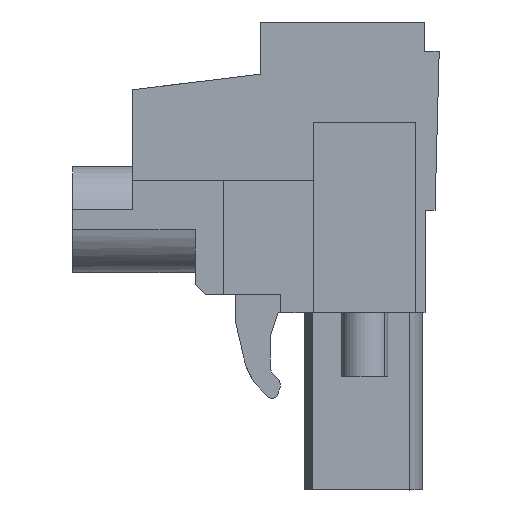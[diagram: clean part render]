
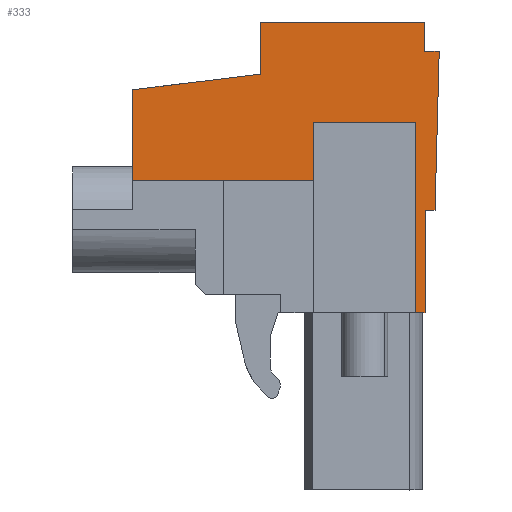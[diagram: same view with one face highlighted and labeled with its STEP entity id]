
A CAD part, left-side view. The second image highlights one B-rep face of the part: STEP entity #333.
In plain terms, the highlighted planar face has unit normal (-1, 0, 0).
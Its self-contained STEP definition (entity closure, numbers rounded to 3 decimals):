
#233=AXIS2_PLACEMENT_3D('Plane Axis2P3D',#230,#231,#232) ;
#40=CARTESIAN_POINT('Vertex',(4.94,8.9,20.75)) ;
#45=CARTESIAN_POINT('Line Origine',(4.94,8.9,22.05)) ;
#49=CARTESIAN_POINT('Vertex',(4.94,8.9,23.35)) ;
#187=CARTESIAN_POINT('Vertex',(4.94,15.25,19.97)) ;
#190=CARTESIAN_POINT('Line Origine',(4.94,12.075,20.36)) ;
#230=CARTESIAN_POINT('Axis2P3D Location',(4.94,-1.91,-25.3)) ;
#235=CARTESIAN_POINT('Line Origine',(4.94,0.908,8.85)) ;
#239=CARTESIAN_POINT('Vertex',(4.94,1.139,8.85)) ;
#241=CARTESIAN_POINT('Vertex',(4.94,0.677,8.85)) ;
#244=CARTESIAN_POINT('Line Origine',(4.94,0.664,11.4)) ;
#248=CARTESIAN_POINT('Vertex',(4.94,0.65,13.95)) ;
#251=CARTESIAN_POINT('Line Origine',(4.94,0.414,13.95)) ;
#255=CARTESIAN_POINT('Vertex',(4.94,0.179,13.95)) ;
#258=CARTESIAN_POINT('Line Origine',(4.94,0.075,17.925)) ;
#262=CARTESIAN_POINT('Vertex',(4.94,-0.029,21.9)) ;
#265=CARTESIAN_POINT('Line Origine',(4.94,0.335,21.9)) ;
#269=CARTESIAN_POINT('Vertex',(4.94,0.7,21.9)) ;
#272=CARTESIAN_POINT('Line Origine',(4.94,0.7,22.625)) ;
#276=CARTESIAN_POINT('Vertex',(4.94,0.7,23.35)) ;
#279=CARTESIAN_POINT('Line Origine',(4.94,4.8,23.35)) ;
#284=CARTESIAN_POINT('Line Origine',(4.94,15.25,17.71)) ;
#288=CARTESIAN_POINT('Vertex',(4.94,15.25,15.45)) ;
#291=CARTESIAN_POINT('Line Origine',(4.94,10.744,15.45)) ;
#295=CARTESIAN_POINT('Vertex',(4.94,6.239,15.45)) ;
#298=CARTESIAN_POINT('Line Origine',(4.94,6.239,16.68)) ;
#302=CARTESIAN_POINT('Vertex',(4.94,6.239,17.91)) ;
#305=CARTESIAN_POINT('Line Origine',(4.94,3.689,17.91)) ;
#309=CARTESIAN_POINT('Vertex',(4.94,1.139,17.91)) ;
#312=CARTESIAN_POINT('Line Origine',(4.94,1.139,13.38)) ;
#46=DIRECTION('Vector Direction',(0.,0.,1.)) ;
#191=DIRECTION('Vector Direction',(0.,-0.993,0.122)) ;
#231=DIRECTION('Axis2P3D Direction',(-1.,0.,0.)) ;
#232=DIRECTION('Axis2P3D XDirection',(0.,-1.,0.)) ;
#236=DIRECTION('Vector Direction',(0.,-1.,0.)) ;
#245=DIRECTION('Vector Direction',(0.,-0.005,1.)) ;
#252=DIRECTION('Vector Direction',(0.,1.,0.)) ;
#259=DIRECTION('Vector Direction',(0.,0.026,-1.)) ;
#266=DIRECTION('Vector Direction',(0.,-1.,0.)) ;
#273=DIRECTION('Vector Direction',(0.,0.,-1.)) ;
#280=DIRECTION('Vector Direction',(0.,-1.,0.)) ;
#285=DIRECTION('Vector Direction',(0.,0.,-1.)) ;
#292=DIRECTION('Vector Direction',(0.,1.,0.)) ;
#299=DIRECTION('Vector Direction',(0.,0.,-1.)) ;
#306=DIRECTION('Vector Direction',(0.,-1.,0.)) ;
#313=DIRECTION('Vector Direction',(0.,0.,-1.)) ;
#47=VECTOR('Line Direction',#46,1.) ;
#192=VECTOR('Line Direction',#191,1.) ;
#237=VECTOR('Line Direction',#236,1.) ;
#246=VECTOR('Line Direction',#245,1.) ;
#253=VECTOR('Line Direction',#252,1.) ;
#260=VECTOR('Line Direction',#259,1.) ;
#267=VECTOR('Line Direction',#266,1.) ;
#274=VECTOR('Line Direction',#273,1.) ;
#281=VECTOR('Line Direction',#280,1.) ;
#286=VECTOR('Line Direction',#285,1.) ;
#293=VECTOR('Line Direction',#292,1.) ;
#300=VECTOR('Line Direction',#299,1.) ;
#307=VECTOR('Line Direction',#306,1.) ;
#314=VECTOR('Line Direction',#313,1.) ;
#318=ORIENTED_EDGE('',*,*,#243,.T.) ;
#319=ORIENTED_EDGE('',*,*,#250,.T.) ;
#320=ORIENTED_EDGE('',*,*,#257,.T.) ;
#321=ORIENTED_EDGE('',*,*,#264,.T.) ;
#322=ORIENTED_EDGE('',*,*,#271,.T.) ;
#323=ORIENTED_EDGE('',*,*,#278,.T.) ;
#324=ORIENTED_EDGE('',*,*,#283,.T.) ;
#325=ORIENTED_EDGE('',*,*,#51,.T.) ;
#326=ORIENTED_EDGE('',*,*,#194,.T.) ;
#327=ORIENTED_EDGE('',*,*,#290,.T.) ;
#328=ORIENTED_EDGE('',*,*,#297,.F.) ;
#329=ORIENTED_EDGE('',*,*,#304,.T.) ;
#330=ORIENTED_EDGE('',*,*,#311,.T.) ;
#331=ORIENTED_EDGE('',*,*,#316,.F.) ;
#333=ADVANCED_FACE('HOUSING',(#332),#234,.T.) ;
#51=EDGE_CURVE('',#50,#41,#48,.F.) ;
#194=EDGE_CURVE('',#41,#188,#193,.F.) ;
#243=EDGE_CURVE('',#240,#242,#238,.T.) ;
#250=EDGE_CURVE('',#242,#249,#247,.T.) ;
#257=EDGE_CURVE('',#249,#256,#254,.F.) ;
#264=EDGE_CURVE('',#256,#263,#261,.F.) ;
#271=EDGE_CURVE('',#263,#270,#268,.F.) ;
#278=EDGE_CURVE('',#270,#277,#275,.F.) ;
#283=EDGE_CURVE('',#277,#50,#282,.F.) ;
#290=EDGE_CURVE('',#188,#289,#287,.T.) ;
#297=EDGE_CURVE('',#296,#289,#294,.T.) ;
#304=EDGE_CURVE('',#296,#303,#301,.F.) ;
#311=EDGE_CURVE('',#303,#310,#308,.T.) ;
#316=EDGE_CURVE('',#240,#310,#315,.F.) ;
#317=EDGE_LOOP('',(#318,#319,#320,#321,#322,#323,#324,#325,#326,#327,#328,#329,#330,#331)) ;
#332=FACE_OUTER_BOUND('',#317,.T.) ;
#48=LINE('Line',#45,#47) ;
#193=LINE('Line',#190,#192) ;
#238=LINE('Line',#235,#237) ;
#247=LINE('Line',#244,#246) ;
#254=LINE('Line',#251,#253) ;
#261=LINE('Line',#258,#260) ;
#268=LINE('Line',#265,#267) ;
#275=LINE('Line',#272,#274) ;
#282=LINE('Line',#279,#281) ;
#287=LINE('Line',#284,#286) ;
#294=LINE('Line',#291,#293) ;
#301=LINE('Line',#298,#300) ;
#308=LINE('Line',#305,#307) ;
#315=LINE('Line',#312,#314) ;
#234=PLANE('',#233) ;
#41=VERTEX_POINT('',#40) ;
#50=VERTEX_POINT('',#49) ;
#188=VERTEX_POINT('',#187) ;
#240=VERTEX_POINT('',#239) ;
#242=VERTEX_POINT('',#241) ;
#249=VERTEX_POINT('',#248) ;
#256=VERTEX_POINT('',#255) ;
#263=VERTEX_POINT('',#262) ;
#270=VERTEX_POINT('',#269) ;
#277=VERTEX_POINT('',#276) ;
#289=VERTEX_POINT('',#288) ;
#296=VERTEX_POINT('',#295) ;
#303=VERTEX_POINT('',#302) ;
#310=VERTEX_POINT('',#309) ;
